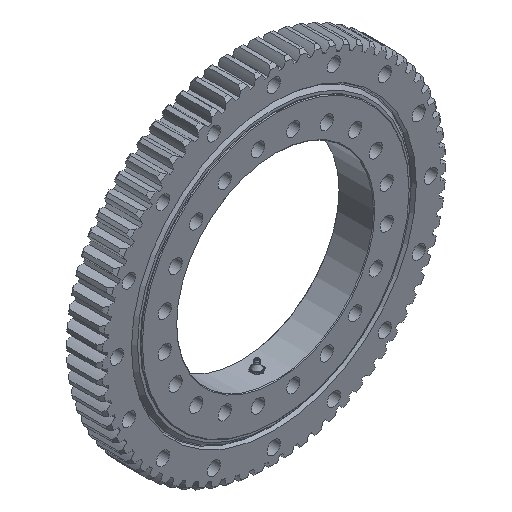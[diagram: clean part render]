
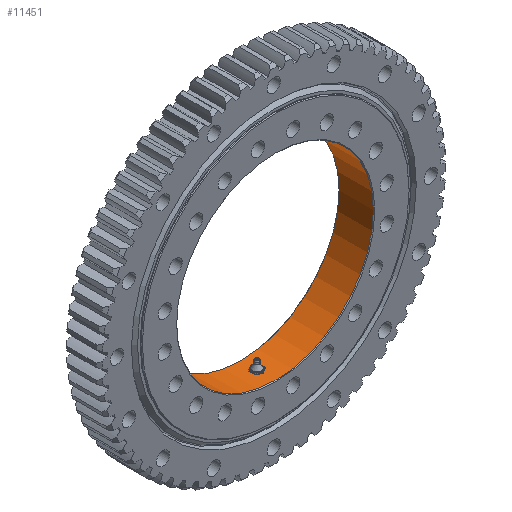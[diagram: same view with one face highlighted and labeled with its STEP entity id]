
A CAD part, isometric view. The second image highlights one B-rep face of the part: STEP entity #11451.
In plain terms, the highlighted cylindrical face has radius 105.05 mm (diameter 210.1 mm), a full revolution.
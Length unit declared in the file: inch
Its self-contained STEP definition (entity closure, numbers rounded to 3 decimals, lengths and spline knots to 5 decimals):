
#57=FACE_BOUND('',#2216,.T.);
#304=LINE('',#23345,#674);
#674=VECTOR('',#14222,4.13583);
#1044=CYLINDRICAL_SURFACE('',#12333,4.13583);
#1550=FACE_OUTER_BOUND('',#2215,.T.);
#2215=EDGE_LOOP('',(#8058,#8059,#8060,#8061,#8062,#8063));
#2216=EDGE_LOOP('',(#8064,#8065));
#2962=CIRCLE('',#12331,4.13583);
#2963=CIRCLE('',#12332,4.13583);
#2964=CIRCLE('',#12334,4.13583);
#2965=CIRCLE('',#12335,4.13583);
#3989=B_SPLINE_CURVE_WITH_KNOTS('',3,(#23348,#23349,#23350,#23351,#23352,
#23353,#23354,#23355,#23356,#23357),.UNSPECIFIED.,.F.,.F.,(4,2,2,2,4),(0.,
0.40007,0.80014,1.2002,1.60027),
 .UNSPECIFIED.);
#3990=B_SPLINE_CURVE_WITH_KNOTS('',3,(#23358,#23359,#23360,#23361,#23362,
#23363,#23364,#23365,#23366,#23367,#23368,#23369,#23370,#23371,#23372,#23373,
#23374,#23375,#23376,#23377,#23378,#23379,#23380,#23381,#23382,#23383),
 .UNSPECIFIED.,.F.,.F.,(4,2,2,2,2,2,2,2,2,2,2,2,4),(1.60027,2.00033,
2.4004,2.80047,3.20053,3.6006,4.00067,
4.40074,4.8008,5.20087,5.60093,6.001,
6.40107),.UNSPECIFIED.);
#4546=VERTEX_POINT('',#23335);
#4547=VERTEX_POINT('',#23337);
#4548=VERTEX_POINT('',#23341);
#4549=VERTEX_POINT('',#23342);
#4550=VERTEX_POINT('',#23346);
#4551=VERTEX_POINT('',#23347);
#5891=EDGE_CURVE('',#4546,#4547,#2962,.T.);
#5892=EDGE_CURVE('',#4547,#4546,#2963,.T.);
#5893=EDGE_CURVE('',#4548,#4549,#2964,.T.);
#5894=EDGE_CURVE('',#4549,#4548,#2965,.T.);
#5895=EDGE_CURVE('',#4549,#4547,#304,.T.);
#5896=EDGE_CURVE('',#4550,#4551,#3989,.T.);
#5897=EDGE_CURVE('',#4551,#4550,#3990,.T.);
#8058=ORIENTED_EDGE('',*,*,#5893,.F.);
#8059=ORIENTED_EDGE('',*,*,#5894,.F.);
#8060=ORIENTED_EDGE('',*,*,#5895,.T.);
#8061=ORIENTED_EDGE('',*,*,#5891,.F.);
#8062=ORIENTED_EDGE('',*,*,#5892,.F.);
#8063=ORIENTED_EDGE('',*,*,#5895,.F.);
#8064=ORIENTED_EDGE('',*,*,#5896,.T.);
#8065=ORIENTED_EDGE('',*,*,#5897,.T.);
#11451=ADVANCED_FACE('',(#1550,#57),#1044,.F.);
#12331=AXIS2_PLACEMENT_3D('',#23338,#14212,#14213);
#12332=AXIS2_PLACEMENT_3D('',#23339,#14214,#14215);
#12333=AXIS2_PLACEMENT_3D('',#23340,#14216,#14217);
#12334=AXIS2_PLACEMENT_3D('',#23343,#14218,#14219);
#12335=AXIS2_PLACEMENT_3D('',#23344,#14220,#14221);
#14212=DIRECTION('center_axis',(0.,1.,0.));
#14213=DIRECTION('ref_axis',(1.,0.,0.));
#14214=DIRECTION('center_axis',(0.,1.,0.));
#14215=DIRECTION('ref_axis',(1.,0.,0.));
#14216=DIRECTION('center_axis',(0.,1.,0.));
#14217=DIRECTION('ref_axis',(-1.,0.,0.));
#14218=DIRECTION('center_axis',(0.,-1.,0.));
#14219=DIRECTION('ref_axis',(1.,0.,0.));
#14220=DIRECTION('center_axis',(0.,-1.,0.));
#14221=DIRECTION('ref_axis',(1.,0.,0.));
#14222=DIRECTION('',(0.,-1.,0.));
#23335=CARTESIAN_POINT('',(-4.13583,-0.75937,0.));
#23337=CARTESIAN_POINT('',(4.13583,-0.75937,0.));
#23338=CARTESIAN_POINT('Origin',(0.,-0.75937,0.));
#23339=CARTESIAN_POINT('Origin',(0.,-0.75937,0.));
#23340=CARTESIAN_POINT('Origin',(0.,-0.03937,0.));
#23341=CARTESIAN_POINT('',(-4.13583,0.68063,0.));
#23342=CARTESIAN_POINT('',(4.13583,0.68063,0.));
#23343=CARTESIAN_POINT('Origin',(0.,0.68063,0.));
#23344=CARTESIAN_POINT('Origin',(0.,0.68063,0.));
#23345=CARTESIAN_POINT('',(4.13583,-0.03937,0.));
#23346=CARTESIAN_POINT('',(-4.11467,0.,-0.41783));
#23347=CARTESIAN_POINT('',(-4.13583,-0.41783,0.));
#23348=CARTESIAN_POINT('Ctrl Pts',(-4.11467,0.,
-0.41783));
#23349=CARTESIAN_POINT('Ctrl Pts',(-4.11467,-0.0525,
-0.41783));
#23350=CARTESIAN_POINT('Ctrl Pts',(-4.11577,-0.10848,
-0.40733));
#23351=CARTESIAN_POINT('Ctrl Pts',(-4.11977,-0.21141,
-0.36468));
#23352=CARTESIAN_POINT('Ctrl Pts',(-4.1226,-0.25837,
-0.33253));
#23353=CARTESIAN_POINT('Ctrl Pts',(-4.12792,-0.33253,
-0.25837));
#23354=CARTESIAN_POINT('Ctrl Pts',(-4.13074,-0.36468,
-0.21141));
#23355=CARTESIAN_POINT('Ctrl Pts',(-4.13472,-0.40733,
-0.10848));
#23356=CARTESIAN_POINT('Ctrl Pts',(-4.13583,-0.41783,
-0.0525));
#23357=CARTESIAN_POINT('Ctrl Pts',(-4.13583,-0.41783,
0.));
#23358=CARTESIAN_POINT('Ctrl Pts',(-4.13583,-0.41783,
0.));
#23359=CARTESIAN_POINT('Ctrl Pts',(-4.13583,-0.41783,
0.0525));
#23360=CARTESIAN_POINT('Ctrl Pts',(-4.13472,-0.40733,
0.10848));
#23361=CARTESIAN_POINT('Ctrl Pts',(-4.13074,-0.36468,
0.21141));
#23362=CARTESIAN_POINT('Ctrl Pts',(-4.12792,-0.33253,
0.25837));
#23363=CARTESIAN_POINT('Ctrl Pts',(-4.1226,-0.25837,
0.33253));
#23364=CARTESIAN_POINT('Ctrl Pts',(-4.11977,-0.21141,
0.36468));
#23365=CARTESIAN_POINT('Ctrl Pts',(-4.11577,-0.10848,
0.40733));
#23366=CARTESIAN_POINT('Ctrl Pts',(-4.11467,-0.0525,
0.41783));
#23367=CARTESIAN_POINT('Ctrl Pts',(-4.11467,0.0525,
0.41783));
#23368=CARTESIAN_POINT('Ctrl Pts',(-4.11577,0.10848,
0.40733));
#23369=CARTESIAN_POINT('Ctrl Pts',(-4.11977,0.21141,
0.36468));
#23370=CARTESIAN_POINT('Ctrl Pts',(-4.1226,0.25837,
0.33253));
#23371=CARTESIAN_POINT('Ctrl Pts',(-4.12792,0.33253,
0.25837));
#23372=CARTESIAN_POINT('Ctrl Pts',(-4.13074,0.36468,
0.21141));
#23373=CARTESIAN_POINT('Ctrl Pts',(-4.13472,0.40733,
0.10848));
#23374=CARTESIAN_POINT('Ctrl Pts',(-4.13583,0.41783,
0.0525));
#23375=CARTESIAN_POINT('Ctrl Pts',(-4.13583,0.41783,
-0.0525));
#23376=CARTESIAN_POINT('Ctrl Pts',(-4.13472,0.40733,
-0.10848));
#23377=CARTESIAN_POINT('Ctrl Pts',(-4.13074,0.36468,
-0.21141));
#23378=CARTESIAN_POINT('Ctrl Pts',(-4.12792,0.33253,
-0.25837));
#23379=CARTESIAN_POINT('Ctrl Pts',(-4.1226,0.25837,
-0.33253));
#23380=CARTESIAN_POINT('Ctrl Pts',(-4.11977,0.21141,
-0.36468));
#23381=CARTESIAN_POINT('Ctrl Pts',(-4.11577,0.10848,
-0.40733));
#23382=CARTESIAN_POINT('Ctrl Pts',(-4.11467,0.0525,
-0.41783));
#23383=CARTESIAN_POINT('Ctrl Pts',(-4.11467,0.,
-0.41783));
